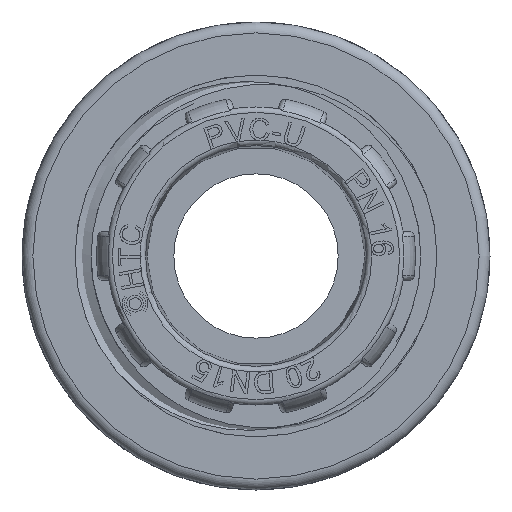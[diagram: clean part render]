
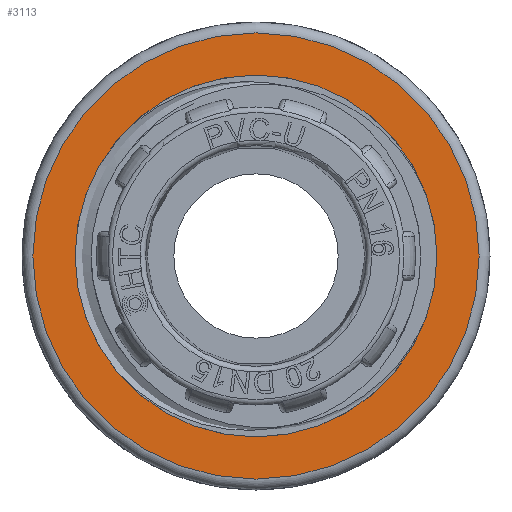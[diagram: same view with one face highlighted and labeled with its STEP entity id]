
A CAD part, front view. The second image highlights one B-rep face of the part: STEP entity #3113.
In plain terms, the highlighted planar face has unit normal (0, -1, 0).
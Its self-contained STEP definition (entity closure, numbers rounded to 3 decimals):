
#3113=ADVANCED_FACE('',(#3872,#3873),#3641,.T.);
#3641=PLANE('',#14018);
#3872=FACE_BOUND('',#4370,.T.);
#3873=FACE_BOUND('',#4371,.T.);
#4370=EDGE_LOOP('',(#7457));
#4371=EDGE_LOOP('',(#7458));
#4969=CIRCLE('',#14016,16.625);
#4970=CIRCLE('',#14017,20.5);
#7457=ORIENTED_EDGE('',*,*,#11670,.T.);
#7458=ORIENTED_EDGE('',*,*,#11671,.T.);
#10004=VERTEX_POINT('',#26502);
#10005=VERTEX_POINT('',#26504);
#11670=EDGE_CURVE('',#10004,#10004,#4969,.T.);
#11671=EDGE_CURVE('',#10005,#10005,#4970,.T.);
#14016=AXIS2_PLACEMENT_3D('',#26501,#15853,#15854);
#14017=AXIS2_PLACEMENT_3D('',#26503,#15855,#15856);
#14018=AXIS2_PLACEMENT_3D('',#26505,#15857,#15858);
#15853=DIRECTION('',(0.,1.,0.));
#15854=DIRECTION('',(1.,0.,0.));
#15855=DIRECTION('',(0.,-1.,0.));
#15856=DIRECTION('',(1.,0.,0.));
#15857=DIRECTION('',(0.,-1.,0.));
#15858=DIRECTION('',(1.,0.,0.));
#26501=CARTESIAN_POINT('',(294.319,586.044,0.));
#26502=CARTESIAN_POINT('',(310.944,586.044,0.));
#26503=CARTESIAN_POINT('',(294.319,586.044,0.));
#26504=CARTESIAN_POINT('',(314.819,586.044,0.));
#26505=CARTESIAN_POINT('',(294.319,586.044,0.));
